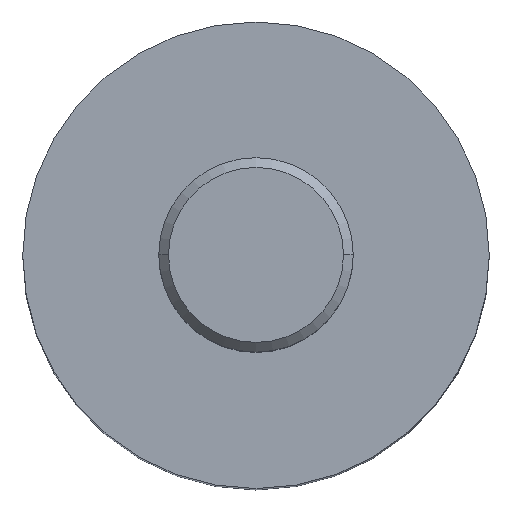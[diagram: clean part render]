
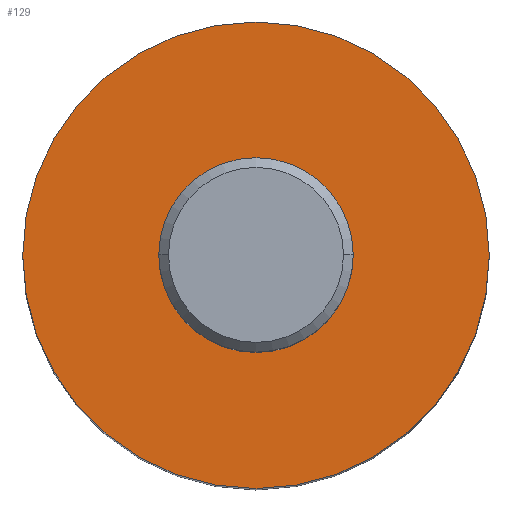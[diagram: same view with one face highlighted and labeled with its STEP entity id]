
A CAD part, top view. The second image highlights one B-rep face of the part: STEP entity #129.
In plain terms, the highlighted planar face has unit normal (0, 0, 1).
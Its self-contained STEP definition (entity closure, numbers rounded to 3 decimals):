
#129=ADVANCED_FACE('',(#333),#334,.T.);
#253=EDGE_CURVE('',#275,#267,#474,.T.);
#267=VERTEX_POINT('',#488);
#275=VERTEX_POINT('',#497);
#281=EDGE_CURVE('',#267,#275,#505,.T.);
#333=FACE_OUTER_BOUND('',#553,.T.);
#334=PLANE('',#554);
#474=CIRCLE('',#735,6.);
#488=CARTESIAN_POINT('',(6.0,0.,0.));
#497=CARTESIAN_POINT('',(-6.,0.,0.));
#505=CIRCLE('',#774,6.);
#553=EDGE_LOOP('',(#822,#823));
#554=AXIS2_PLACEMENT_3D('',#824,#825,#826);
#735=AXIS2_PLACEMENT_3D('',#1000,#1001,#1002);
#774=AXIS2_PLACEMENT_3D('',#1043,#1044,#1045);
#822=ORIENTED_EDGE('',*,*,#281,.T.);
#823=ORIENTED_EDGE('',*,*,#253,.T.);
#824=CARTESIAN_POINT('',(4.75,0.,0.));
#825=DIRECTION('',(0.0,0.0,1.0));
#826=DIRECTION('',(1.0,0.,0.0));
#1000=CARTESIAN_POINT('',(0.,0.,0.));
#1001=DIRECTION('',(0.0,0.0,1.0));
#1002=DIRECTION('',(1.0,0.,0.0));
#1043=CARTESIAN_POINT('',(0.,0.,0.));
#1044=DIRECTION('',(0.0,0.0,1.0));
#1045=DIRECTION('',(1.0,0.,0.0));
